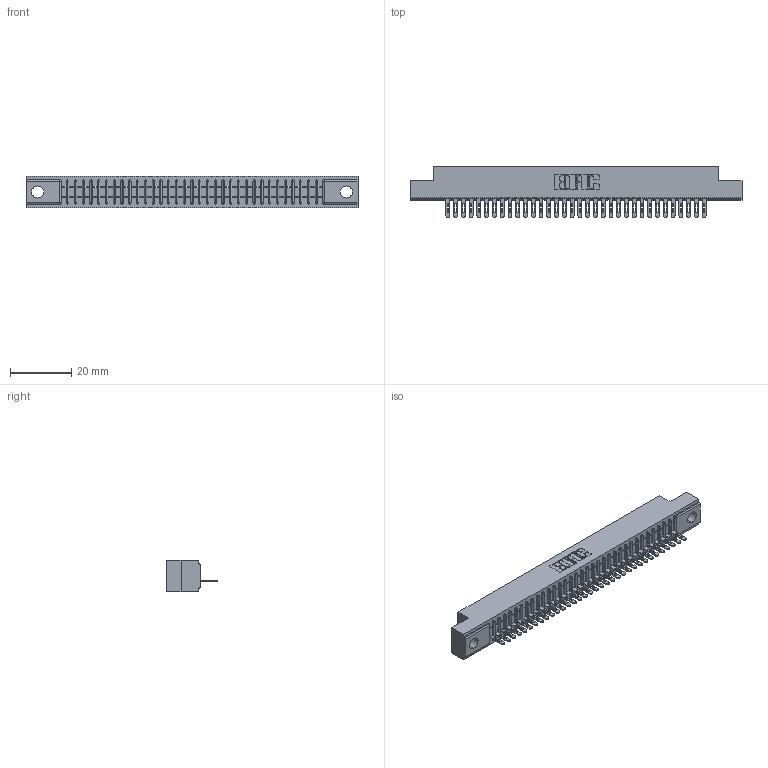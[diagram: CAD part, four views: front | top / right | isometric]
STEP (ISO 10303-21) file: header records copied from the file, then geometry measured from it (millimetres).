
FILE_DESCRIPTION (( 'STEP AP203' ), '1' );
FILE_NAME ('341-034-500-104.STEP', '2018-08-06T21:27:10', ( '' ), ( '' ), 'SwSTEP 2.0', 'SolidWorks 2016', '' );
FILE_SCHEMA (( 'CONFIG_CONTROL_DESIGN' ));
Length unit declared in the file: inch
Products named in the file (3): 341 Part_.156 (3.96) Dia Mounting Holes; 341-292-001_341-292-100; 341-034-500-104
Assembly tree (35 placements, depth 2):
  341-034-500-104
    341 Part_.156 (3.96) Dia Mounting Holes
    341-292-001_341-292-100  x34
Bounding box: 108.58 x 16.69 x 10.16 mm (x, y, z)
Volume: 7706 mm3; surface area: 11903.5 mm2
Topology: 35 solids, 35 shells, 2918 faces, 8410 edges, 5398 vertices
Faces by surface type: plane 1748, cylinder 1034, sphere 70, torus 66
Entity records: 41551 total; most frequent: CARTESIAN_POINT 7058, ORIENTED_EDGE 7044, DIRECTION 6816, EDGE_CURVE 3522, LINE 2840, VECTOR 2840, VERTEX_POINT 2230, AXIS2_PLACEMENT_3D 1988
